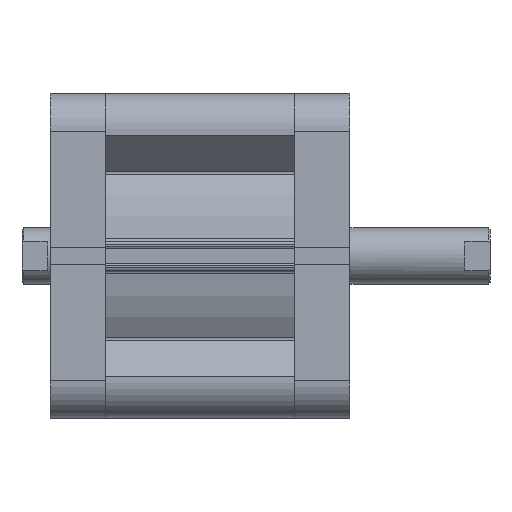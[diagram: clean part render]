
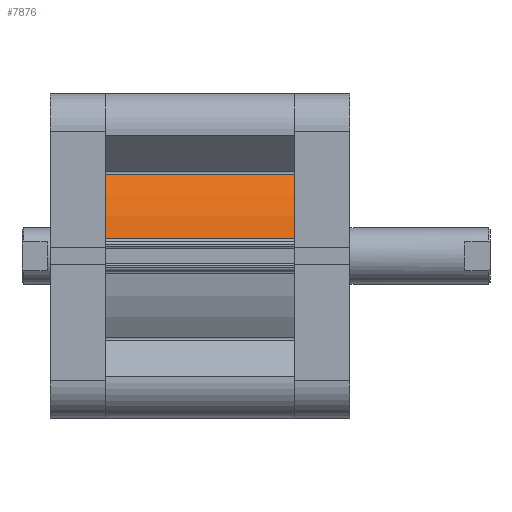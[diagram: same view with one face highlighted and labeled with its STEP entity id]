
A CAD part, front view. The second image highlights one B-rep face of the part: STEP entity #7876.
In plain terms, the highlighted cylindrical face has radius 53.5 mm (diameter 107 mm), a partial arc.
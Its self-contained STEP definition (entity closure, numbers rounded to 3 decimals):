
#285 = AXIS2_PLACEMENT_3D ( 'NONE', #4972, #4974, #4975 ) ;
#304 = AXIS2_PLACEMENT_3D ( 'NONE', #5057, #5059, #5060 ) ;
#443 = AXIS2_PLACEMENT_3D ( 'NONE', #5901, #5900, #5899 ) ;
#3390 = ORIENTED_EDGE ( 'NONE', *, *, #7393, .T. ) ;
#3392 = ORIENTED_EDGE ( 'NONE', *, *, #7395, .T. ) ;
#3394 = ORIENTED_EDGE ( 'NONE', *, *, #7426, .F. ) ;
#3396 = ORIENTED_EDGE ( 'NONE', *, *, #7388, .T. ) ;
#3417 = LINE ( 'NONE', #4961, #3424 ) ;
#3424 = VECTOR ( 'NONE', #4962, 1000. ) ;
#3435 = VECTOR ( 'NONE', #4980, 1000. ) ;
#3449 = CIRCLE ( 'NONE', #285, 53.5 ) ;
#3451 = LINE ( 'NONE', #4973, #3435 ) ;
#3534 = CIRCLE ( 'NONE', #304, 53.5 ) ;
#3929 = FACE_OUTER_BOUND ( 'NONE', #4797, .T. ) ;
#3932 = CYLINDRICAL_SURFACE ( 'NONE', #443, 53.5 ) ;
#4797 = EDGE_LOOP ( 'NONE', ( #3390, #3392, #3394, #3396 ) ) ;
#4961 = CARTESIAN_POINT ( 'NONE',  ( 6.135, -53.147, 67.5 ) ) ;
#4962 = DIRECTION ( 'NONE',  ( 0., 0., -1. ) ) ;
#4972 = CARTESIAN_POINT ( 'NONE',  ( 0., 0., 0. ) ) ;
#4973 = CARTESIAN_POINT ( 'NONE',  ( 28.996, -44.961, 67.5 ) ) ;
#4974 = DIRECTION ( 'NONE',  ( 0., 0., 1. ) ) ;
#4975 = DIRECTION ( 'NONE',  ( 1., 0., 0. ) ) ;
#4980 = DIRECTION ( 'NONE',  ( 0., 0., 1. ) ) ;
#5057 = CARTESIAN_POINT ( 'NONE',  ( 0., 0., 67.5 ) ) ;
#5059 = DIRECTION ( 'NONE',  ( 0., 0., 1. ) ) ;
#5060 = DIRECTION ( 'NONE',  ( 1., 0., 0. ) ) ;
#5524 = CARTESIAN_POINT ( 'NONE',  ( 6.135, -53.147, 67.5 ) ) ;
#5609 = CARTESIAN_POINT ( 'NONE',  ( 28.996, -44.961, 67.5 ) ) ;
#5614 = CARTESIAN_POINT ( 'NONE',  ( 6.135, -53.147, 0. ) ) ;
#5624 = CARTESIAN_POINT ( 'NONE',  ( 28.996, -44.961, 0. ) ) ;
#5899 = DIRECTION ( 'NONE',  ( -1., 0., 0. ) ) ;
#5900 = DIRECTION ( 'NONE',  ( 0., 0., -1. ) ) ;
#5901 = CARTESIAN_POINT ( 'NONE',  ( 0., 0., 67.5 ) ) ;
#7388 = EDGE_CURVE ( 'NONE', #7619, #7710, #3417, .T. ) ;
#7393 = EDGE_CURVE ( 'NONE', #7710, #7720, #3449, .T. ) ;
#7395 = EDGE_CURVE ( 'NONE', #7720, #7705, #3451, .T. ) ;
#7426 = EDGE_CURVE ( 'NONE', #7619, #7705, #3534, .T. ) ;
#7619 = VERTEX_POINT ( 'NONE', #5524 ) ;
#7705 = VERTEX_POINT ( 'NONE', #5609 ) ;
#7710 = VERTEX_POINT ( 'NONE', #5614 ) ;
#7720 = VERTEX_POINT ( 'NONE', #5624 ) ;
#7876 = ADVANCED_FACE ( 'NONE', ( #3929 ), #3932, .T. ) ;
